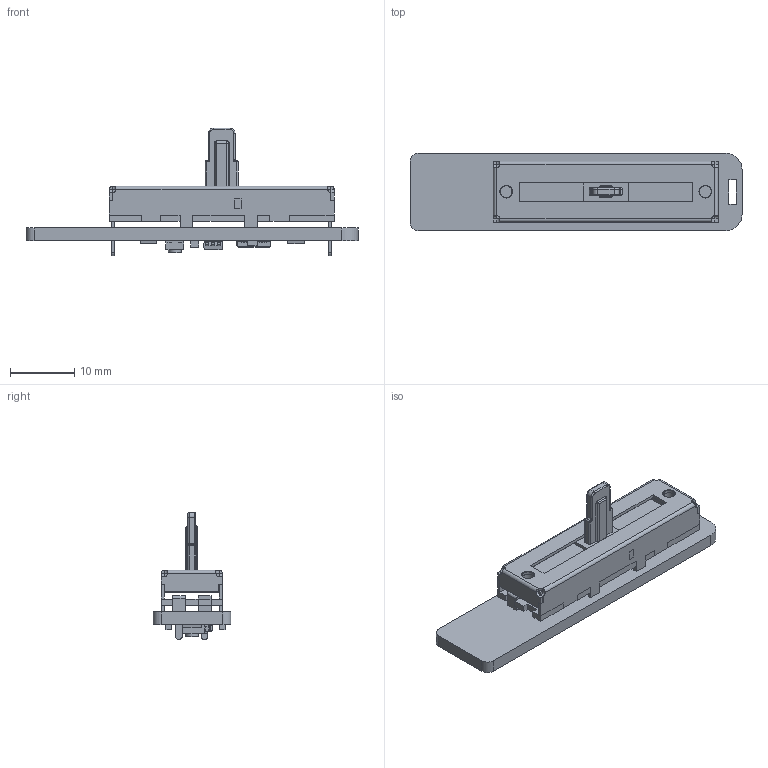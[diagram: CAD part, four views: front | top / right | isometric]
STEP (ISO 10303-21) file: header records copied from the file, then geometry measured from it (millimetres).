
FILE_DESCRIPTION(/* description */ (''),/* implementation_level */ '2;1');
FILE_NAME(/* name */ '5021 Slide Trinkey.step',/* time_stamp */ '2021-05-26T15:18:13-04:00',/* author */ (''),/* organization */ (''),/* preprocessor_version */ 'ST-DEVELOPER v18.1',/* originating_system */ 'Autodesk Translation Framework v10.9.0.1377',/* authorisation */ '');
FILE_SCHEMA (('AUTOMOTIVE_DESIGN { 1 0 10303 214 3 1 1 }'));
Length unit declared in the file: millimetre
Products named in the file (11): Slide Trinkey; PCB Component; Board; 10uF; reset; ATSAMD21E; 1uF; AP2112K-3.3; WS2812B_SK6812E; SLIDE_POT_35MM; Slider Knob
Assembly tree (13 placements, depth 3):
  Slide Trinkey
    PCB Component
      Board
      10uF  x2
      reset
      ATSAMD21E
      1uF  x2
      AP2112K-3.3
      WS2812B_SK6812E  x2
      SLIDE_POT_35MM
    Slider Knob
Bounding box: 51.69 x 12.06 x 19.82 mm (x, y, z)
Volume: 2358.8 mm3; surface area: 5018.6 mm2
Topology: 47 solids, 47 shells, 968 faces, 2404 edges, 1548 vertices
Faces by surface type: plane 789, cylinder 157, torus 8, sphere 8, bspline 4, cone 2
Full cylindrical faces by diameter (mm): 0.394 x6, 0.5 x11, 0.8 x2, 1 x3, 1.2 x3, 1.8 x4, 2 x4, 2.4 x2
Entity records: 27909 total; most frequent: CARTESIAN_POINT 5116, ORIENTED_EDGE 4476, DIRECTION 4402, EDGE_CURVE 2238, LINE 1912, VECTOR 1912, VERTEX_POINT 1447, AXIS2_PLACEMENT_3D 1245
